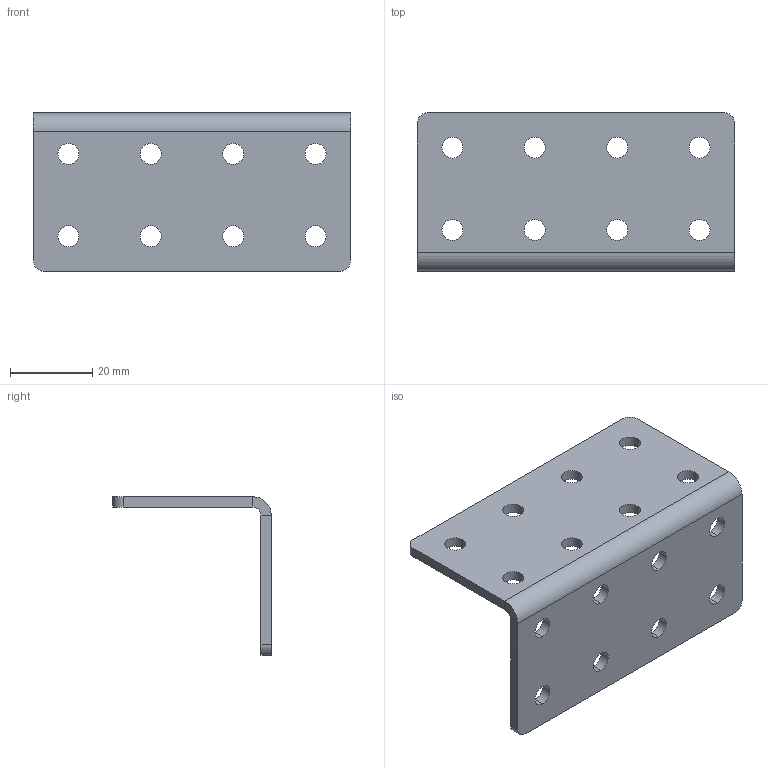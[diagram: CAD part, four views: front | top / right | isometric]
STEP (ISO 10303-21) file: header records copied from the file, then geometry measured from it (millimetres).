
FILE_DESCRIPTION (( 'STEP AP214' ), '1' );
FILE_NAME ('SNS.20.01.68 Óãîëîê 40õ80L(M56).STEP', '2014-12-30T08:03:02', ( 'XTreme.ws' ), ( 'XTreme.ws' ), 'SwSTEP 2.0', 'SolidWorks 2014', '' );
FILE_SCHEMA (( 'AUTOMOTIVE_DESIGN' ));
Length unit declared in the file: millimetre
Products named in the file (2): SNS.20.01.68 Óãîëîê 40õ80L(M56)
Bounding box: 77 x 38.5 x 38.5 mm (x, y, z)
Volume: 13242.2 mm3; surface area: 11974.4 mm2
Topology: 1 solids, 1 shells, 50 faces, 136 edges, 88 vertices
Faces by surface type: cylinder 38, plane 12
Entity records: 1835 total; most frequent: DIRECTION 316, CARTESIAN_POINT 276, ORIENTED_EDGE 272, EDGE_CURVE 136, AXIS2_PLACEMENT_3D 128, VERTEX_POINT 88, EDGE_LOOP 82, CIRCLE 76
